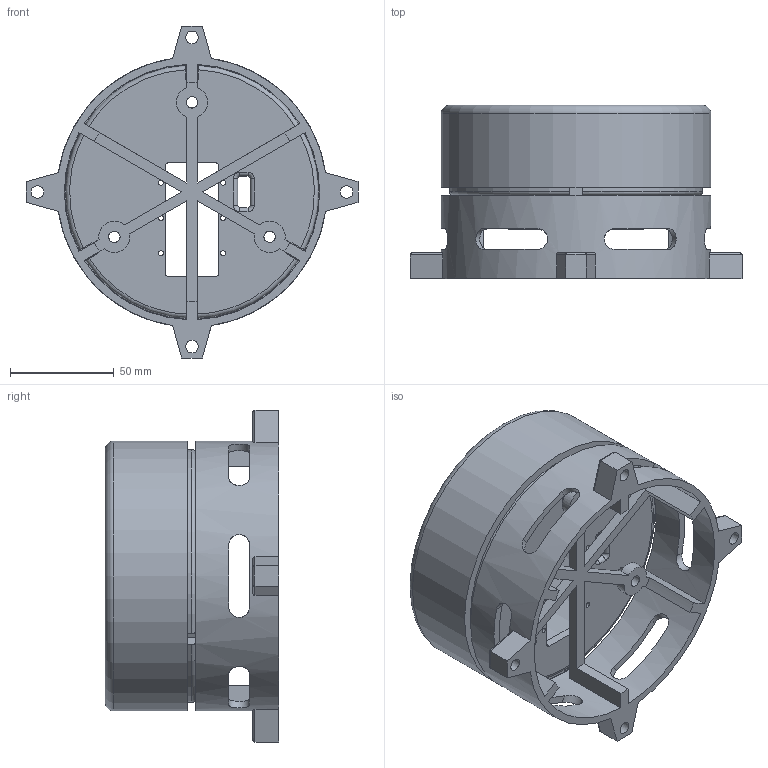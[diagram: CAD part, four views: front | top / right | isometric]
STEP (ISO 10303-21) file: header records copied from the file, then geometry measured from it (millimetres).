
FILE_DESCRIPTION(/* description */ (''),/* implementation_level */ '2;1');
FILE_NAME(/* name */ '2859d064-0838-4e99-8193-9ef51ce66752.stp',/* time_stamp */ '2018-05-04T14:27:47+00:00',/* author */ (''),/* organization */ (''),/* preprocessor_version */ 'ST-DEVELOPER v17',/* originating_system */ 'Autodesk Translation Framework v7.1.0.215',/* authorisation */ '');
FILE_SCHEMA (('AUTOMOTIVE_DESIGN { 1 0 10303 214 3 1 1 }'));
Length unit declared in the file: millimetre
Products named in the file (1): base_enclosure_1
Bounding box: 160 x 83.5 x 160 mm (x, y, z)
Volume: 300088.8 mm3; surface area: 100443.5 mm2
Topology: 2 solids, 2 shells, 156 faces, 502 edges, 337 vertices
Faces by surface type: cylinder 73, plane 70, torus 9, cone 4
Full cylindrical faces by diameter (mm): 2.4 x6, 5.5 x6, 6 x4, 9 x4, 102 x1, 122 x1, 130 x2
Entity records: 6241 total; most frequent: CARTESIAN_POINT 1557, ORIENTED_EDGE 1004, DIRECTION 964, EDGE_CURVE 502, AXIS2_PLACEMENT_3D 347, VERTEX_POINT 337, LINE 270, VECTOR 270
